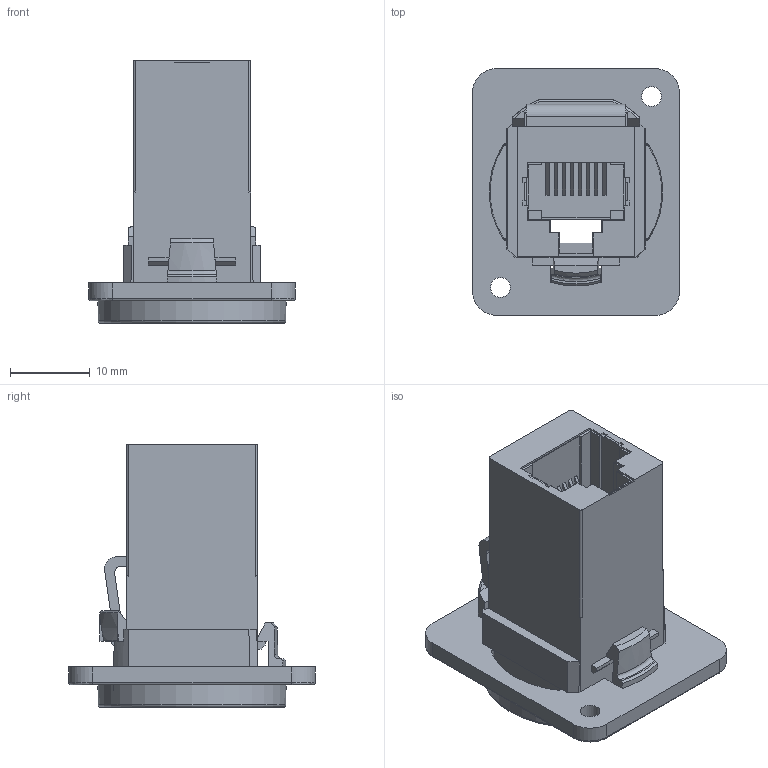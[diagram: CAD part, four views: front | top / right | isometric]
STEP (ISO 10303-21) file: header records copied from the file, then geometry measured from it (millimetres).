
FILE_DESCRIPTION(/* description */ (''),/* implementation_level */ '2;1');
FILE_NAME(/* name */ 'CP30220XW CAT5 2.5 hole.stp',/* time_stamp */ '2025-03-28T14:20:19Z',/* author */ ('tottley'),/* organization */ (''),/* preprocessor_version */ 'ST-DEVELOPER v20',/* originating_system */ 'Autodesk Inventor 2025',/* authorisation */ '');
FILE_SCHEMA (('AUTOMOTIVE_DESIGN { 1 0 10303 214 3 1 1 }'));
Length unit declared in the file: millimetre
Products named in the file (1): CP30220X CAT5 2.5 hole
Bounding box: 26 x 31 x 33 mm (x, y, z)
Volume: 7080.3 mm3; surface area: 7009.1 mm2
Topology: 1 solids, 3 shells, 493 faces, 1424 edges, 940 vertices
Faces by surface type: plane 380, bspline 57, cylinder 38, cone 10, torus 8
Full cylindrical faces by diameter (mm): 2.5 x2
Entity records: 17583 total; most frequent: CARTESIAN_POINT 4306, ORIENTED_EDGE 2848, DIRECTION 2292, EDGE_CURVE 1424, LINE 1158, VECTOR 1158, VERTEX_POINT 940, AXIS2_PLACEMENT_3D 567
